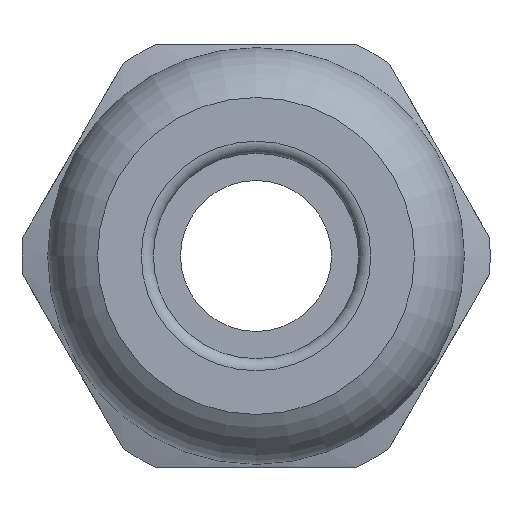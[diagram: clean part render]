
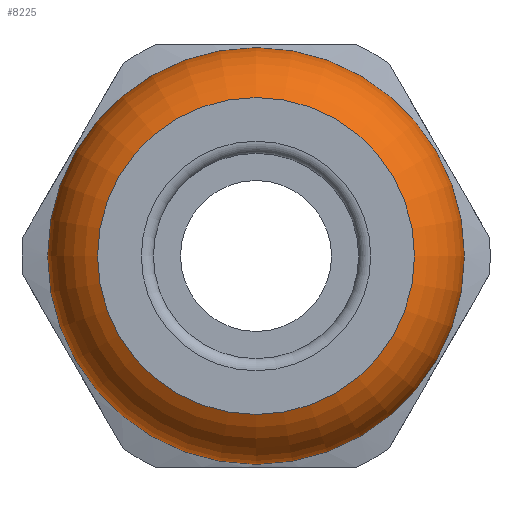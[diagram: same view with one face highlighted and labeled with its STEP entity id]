
A CAD part, left-side view. The second image highlights one B-rep face of the part: STEP entity #8225.
In plain terms, the highlighted toroidal (fillet/blend) face has major radius 3.9 mm and minor radius 3 mm.
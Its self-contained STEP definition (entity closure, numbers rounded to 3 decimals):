
#90=TOROIDAL_SURFACE('',#9070,3.9,3.);
#508=FACE_BOUND('',#1416,.T.);
#911=FACE_OUTER_BOUND('',#1415,.T.);
#1415=EDGE_LOOP('',(#7266));
#1416=EDGE_LOOP('',(#7267));
#3338=CIRCLE('',#9046,5.248);
#3350=CIRCLE('',#9071,6.9);
#4061=VERTEX_POINT('',#14259);
#4086=VERTEX_POINT('',#14357);
#5169=EDGE_CURVE('',#4061,#4061,#3338,.T.);
#5205=EDGE_CURVE('',#4086,#4086,#3350,.T.);
#7266=ORIENTED_EDGE('',*,*,#5205,.F.);
#7267=ORIENTED_EDGE('',*,*,#5169,.T.);
#8225=ADVANCED_FACE('',(#911,#508),#90,.T.);
#9046=AXIS2_PLACEMENT_3D('',#14260,#11173,#11174);
#9070=AXIS2_PLACEMENT_3D('',#14356,#11233,#11234);
#9071=AXIS2_PLACEMENT_3D('',#14358,#11235,#11236);
#11173=DIRECTION('center_axis',(1.,0.,0.));
#11174=DIRECTION('ref_axis',(0.,0.,-1.));
#11233=DIRECTION('center_axis',(1.,0.,0.));
#11234=DIRECTION('ref_axis',(0.,0.,-1.));
#11235=DIRECTION('center_axis',(1.,0.,0.));
#11236=DIRECTION('ref_axis',(0.,0.,-1.));
#14259=CARTESIAN_POINT('',(0.,5.248,0.));
#14260=CARTESIAN_POINT('Origin',(0.,0.,0.));
#14356=CARTESIAN_POINT('Origin',(2.68,0.,0.));
#14357=CARTESIAN_POINT('',(2.68,6.9,0.));
#14358=CARTESIAN_POINT('Origin',(2.68,0.,0.));
